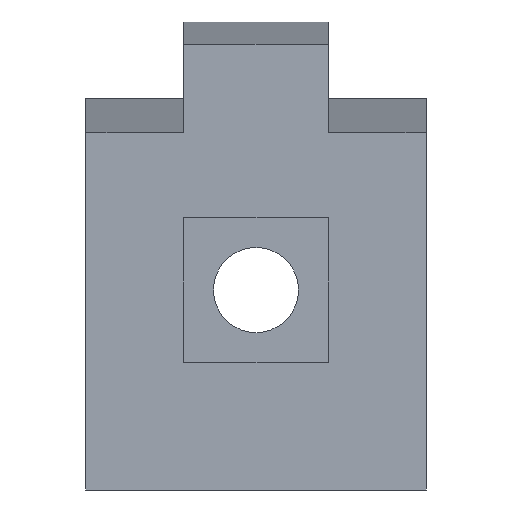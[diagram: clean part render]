
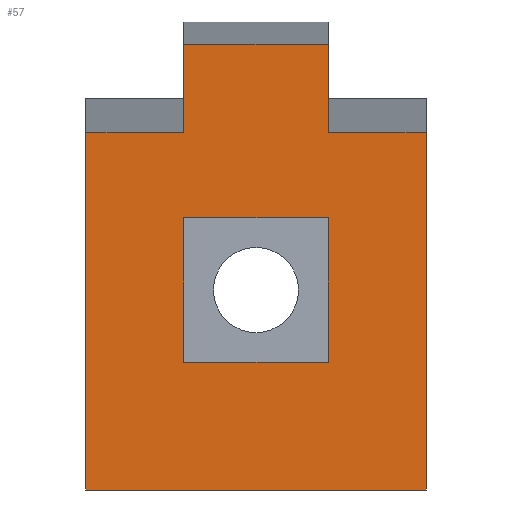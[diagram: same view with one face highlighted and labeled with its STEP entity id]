
A CAD part, front view. The second image highlights one B-rep face of the part: STEP entity #57.
In plain terms, the highlighted planar face has unit normal (0, -1, 0).
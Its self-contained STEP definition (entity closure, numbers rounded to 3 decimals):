
#38=FACE_BOUND('',#105,.T.);
#39=FACE_BOUND('',#106,.T.);
#57=ADVANCED_FACE('',(#38,#39),#74,.T.);
#74=PLANE('',#363);
#105=EDGE_LOOP('',(#155,#156,#157,#158));
#106=EDGE_LOOP('',(#159,#160,#161,#162,#163,#164,#165,#166));
#155=ORIENTED_EDGE('',*,*,#260,.F.);
#156=ORIENTED_EDGE('',*,*,#261,.F.);
#157=ORIENTED_EDGE('',*,*,#262,.F.);
#158=ORIENTED_EDGE('',*,*,#263,.F.);
#159=ORIENTED_EDGE('',*,*,#244,.T.);
#160=ORIENTED_EDGE('',*,*,#248,.T.);
#161=ORIENTED_EDGE('',*,*,#251,.T.);
#162=ORIENTED_EDGE('',*,*,#259,.T.);
#163=ORIENTED_EDGE('',*,*,#235,.T.);
#164=ORIENTED_EDGE('',*,*,#239,.T.);
#165=ORIENTED_EDGE('',*,*,#255,.T.);
#166=ORIENTED_EDGE('',*,*,#257,.T.);
#206=VERTEX_POINT('',#464);
#207=VERTEX_POINT('',#466);
#209=VERTEX_POINT('',#472);
#214=VERTEX_POINT('',#484);
#215=VERTEX_POINT('',#486);
#217=VERTEX_POINT('',#492);
#219=VERTEX_POINT('',#498);
#222=VERTEX_POINT('',#506);
#223=VERTEX_POINT('',#515);
#224=VERTEX_POINT('',#516);
#225=VERTEX_POINT('',#518);
#226=VERTEX_POINT('',#520);
#235=EDGE_CURVE('',#207,#206,#277,.T.);
#239=EDGE_CURVE('',#206,#209,#281,.T.);
#244=EDGE_CURVE('',#215,#214,#284,.T.);
#248=EDGE_CURVE('',#214,#217,#288,.T.);
#251=EDGE_CURVE('',#217,#219,#291,.T.);
#255=EDGE_CURVE('',#209,#222,#295,.T.);
#257=EDGE_CURVE('',#222,#215,#297,.T.);
#259=EDGE_CURVE('',#219,#207,#299,.T.);
#260=EDGE_CURVE('',#223,#224,#300,.T.);
#261=EDGE_CURVE('',#225,#223,#301,.T.);
#262=EDGE_CURVE('',#226,#225,#302,.T.);
#263=EDGE_CURVE('',#224,#226,#303,.T.);
#277=LINE('',#465,#316);
#281=LINE('',#473,#320);
#284=LINE('',#485,#323);
#288=LINE('',#493,#327);
#291=LINE('',#499,#330);
#295=LINE('',#507,#334);
#297=LINE('',#510,#336);
#299=LINE('',#512,#338);
#300=LINE('',#514,#339);
#301=LINE('',#517,#340);
#302=LINE('',#519,#341);
#303=LINE('',#521,#342);
#316=VECTOR('',#379,1.);
#320=VECTOR('',#385,1.);
#323=VECTOR('',#396,1.);
#327=VECTOR('',#402,1.);
#330=VECTOR('',#407,1.);
#334=VECTOR('',#413,1.);
#336=VECTOR('',#417,1.);
#338=VECTOR('',#419,1.);
#339=VECTOR('',#422,1.);
#340=VECTOR('',#423,1.);
#341=VECTOR('',#424,1.);
#342=VECTOR('',#425,1.);
#363=AXIS2_PLACEMENT_3D('',#522,#426,#427);
#379=DIRECTION('',(0.,0.,1.));
#385=DIRECTION('',(-1.,0.,0.));
#396=DIRECTION('',(0.,0.,-1.));
#402=DIRECTION('',(1.,0.,0.));
#407=DIRECTION('',(0.,0.,1.));
#413=DIRECTION('',(0.,0.,-1.));
#417=DIRECTION('',(-1.,0.,0.));
#419=DIRECTION('',(-1.,0.,0.));
#422=DIRECTION('',(0.,0.,-1.));
#423=DIRECTION('',(-1.,0.,0.));
#424=DIRECTION('',(0.,0.,1.));
#425=DIRECTION('',(1.,0.,0.));
#426=DIRECTION('',(0.,-1.,0.));
#427=DIRECTION('',(0.,0.,-1.));
#464=CARTESIAN_POINT('',(1.425,-5.75,2.319));
#465=CARTESIAN_POINT('',(1.425,-5.75,2.));
#466=CARTESIAN_POINT('',(1.425,-5.75,1.799));
#472=CARTESIAN_POINT('',(0.575,-5.75,2.319));
#473=CARTESIAN_POINT('',(-0.575,-5.75,2.319));
#484=CARTESIAN_POINT('',(0.,-5.75,-0.3));
#485=CARTESIAN_POINT('',(0.,-5.75,2.));
#486=CARTESIAN_POINT('',(0.,-5.75,1.799));
#492=CARTESIAN_POINT('',(2.,-5.75,-0.3));
#493=CARTESIAN_POINT('',(0.,-5.75,-0.3));
#498=CARTESIAN_POINT('',(2.,-5.75,1.799));
#499=CARTESIAN_POINT('',(2.,-5.75,0.));
#506=CARTESIAN_POINT('',(0.575,-5.75,1.799));
#507=CARTESIAN_POINT('',(0.575,-5.75,2.45));
#510=CARTESIAN_POINT('',(0.575,-5.75,1.799));
#512=CARTESIAN_POINT('',(0.575,-5.75,1.799));
#514=CARTESIAN_POINT('',(0.575,-5.75,1.3));
#515=CARTESIAN_POINT('',(0.575,-5.75,1.3));
#516=CARTESIAN_POINT('',(0.575,-5.75,0.45));
#517=CARTESIAN_POINT('',(1.425,-5.75,1.3));
#518=CARTESIAN_POINT('',(1.425,-5.75,1.3));
#519=CARTESIAN_POINT('',(1.425,-5.75,0.45));
#520=CARTESIAN_POINT('',(1.425,-5.75,0.45));
#521=CARTESIAN_POINT('',(0.575,-5.75,0.45));
#522=CARTESIAN_POINT('',(0.,-5.75,0.));
